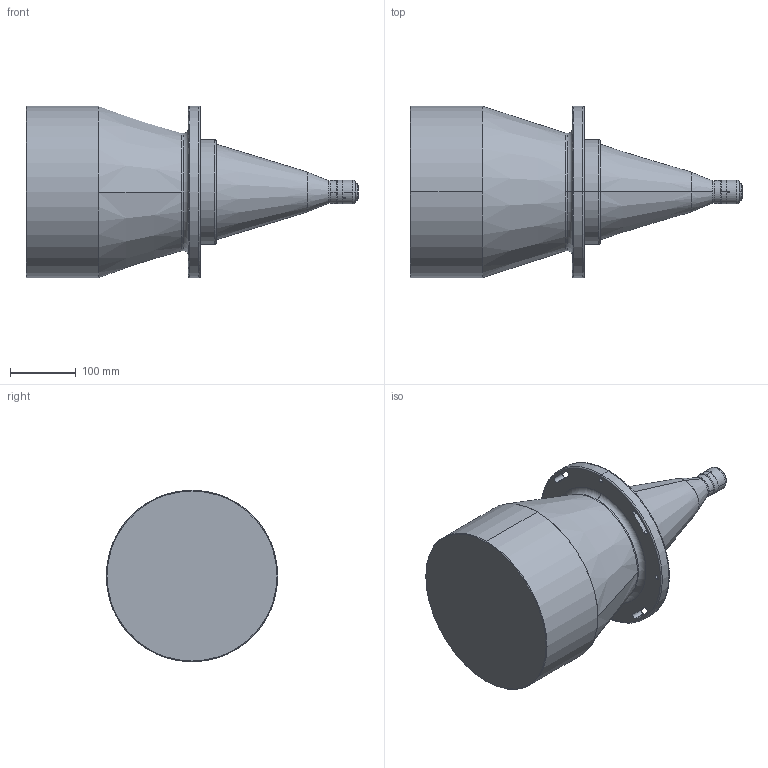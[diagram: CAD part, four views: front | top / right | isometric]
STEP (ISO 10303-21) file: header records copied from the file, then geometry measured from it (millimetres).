
FILE_DESCRIPTION (( 'STEP AP203' ), '1' );
FILE_NAME ('DTCM118-216-AL.STEP', '2019-11-13T08:06:41', ( 'Windows 蚚誧' ), ( '' ), 'SwSTEP 2.0', 'SolidWorks 2017', '' );
FILE_SCHEMA (( 'CONFIG_CONTROL_DESIGN' ));
Length unit declared in the file: millimetre
Products named in the file (1): DTCM118-216-AL
Bounding box: 503.4 x 260 x 260 mm (x, y, z)
Volume: 13624632.5 mm3; surface area: 390859.5 mm2
Topology: 1 solids, 1 shells, 105 faces, 250 edges, 151 vertices
Faces by surface type: cylinder 56, cone 26, bspline 12, plane 9, torus 2
Entity records: 3345 total; most frequent: CARTESIAN_POINT 835, DIRECTION 546, ORIENTED_EDGE 488, EDGE_CURVE 244, AXIS2_PLACEMENT_3D 232, VERTEX_POINT 151, CIRCLE 138, EDGE_LOOP 131
